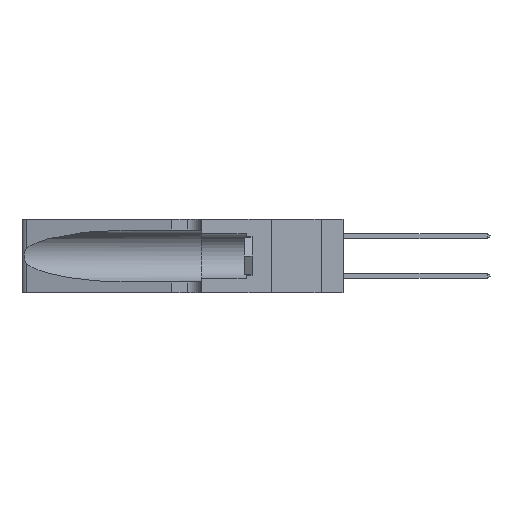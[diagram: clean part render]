
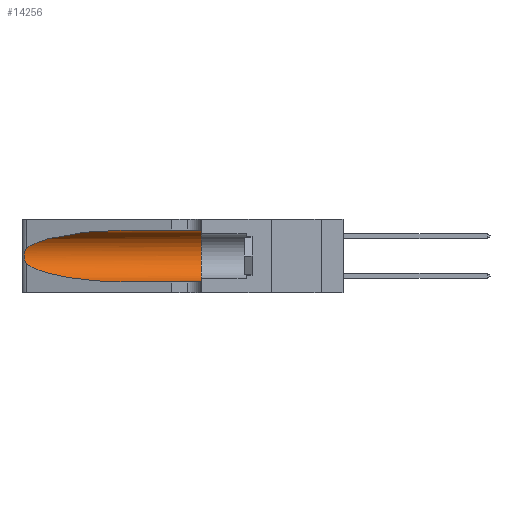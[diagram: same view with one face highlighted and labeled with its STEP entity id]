
A CAD part, left-side view. The second image highlights one B-rep face of the part: STEP entity #14256.
In plain terms, the highlighted cylindrical face has radius 3.308 mm (diameter 6.617 mm), a partial arc.
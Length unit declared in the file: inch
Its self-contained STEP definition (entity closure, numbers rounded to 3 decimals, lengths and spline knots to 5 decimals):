
#242 =( BOUNDED_CURVE ( )  B_SPLINE_CURVE ( 3, ( #20144, #18370, #21922, #11386 ),
 .UNSPECIFIED., .F., .F. ) 
 B_SPLINE_CURVE_WITH_KNOTS ( ( 4, 4 ),
 ( 3.44316, 4.71239 ),
 .UNSPECIFIED. ) 
 CURVE ( )  GEOMETRIC_REPRESENTATION_ITEM ( )  RATIONAL_B_SPLINE_CURVE ( ( 1., 0.87, 0.87, 1. ) ) 
 REPRESENTATION_ITEM ( '' )  );
#383 = B_SPLINE_CURVE_WITH_KNOTS ( 'NONE', 3,
 ( #6763, #8540, #20866, #10322, #22627, #12093, #1478, #13858, #3312, #15610, #5077, #17379, #6843, #19161 ),
 .UNSPECIFIED., .F., .F.,
 ( 4, 2, 2, 2, 2, 2, 4 ),
 ( 0., 0.00027, 0.00053, 0.00107, 0.0016, 0.00187, 0.00214 ),
 .UNSPECIFIED. ) ;
#832 = CYLINDRICAL_SURFACE ( 'NONE', #12959, 0.13025 ) ;
#971 =( BOUNDED_CURVE ( )  B_SPLINE_CURVE ( 3, ( #9625, #20178, #13179, #2608 ),
 .UNSPECIFIED., .F., .F. ) 
 B_SPLINE_CURVE_WITH_KNOTS ( ( 4, 4 ),
 ( 1.5708, 2.84003 ),
 .UNSPECIFIED. ) 
 CURVE ( )  GEOMETRIC_REPRESENTATION_ITEM ( )  RATIONAL_B_SPLINE_CURVE ( ( 1., 0.87, 0.87, 1. ) ) 
 REPRESENTATION_ITEM ( '' )  );
#991 = DIRECTION ( 'NONE',  ( 0., -1., 0. ) ) ;
#1208 = CARTESIAN_POINT ( 'NONE',  ( 0.1305, 0.72297, 0.05475 ) ) ;
#1237 = VERTEX_POINT ( 'NONE', #5229 ) ;
#1478 = CARTESIAN_POINT ( 'NONE',  ( 0.26075, 1.23896, 0.19203 ) ) ;
#1581 = CIRCLE ( 'NONE', #18204, 0.13025 ) ;
#1886 = ORIENTED_EDGE ( 'NONE', *, *, #9836, .F. ) ;
#2010 = FACE_OUTER_BOUND ( 'NONE', #8017, .T. ) ;
#2093 = DIRECTION ( 'NONE',  ( 0., -1., 0. ) ) ;
#2288 = ORIENTED_EDGE ( 'NONE', *, *, #13212, .T. ) ;
#2290 = ORIENTED_EDGE ( 'NONE', *, *, #5972, .T. ) ;
#2346 = VECTOR ( 'NONE', #991, 39.37008 ) ;
#2608 = CARTESIAN_POINT ( 'NONE',  ( 0.25487, 1.22718, 0.22369 ) ) ;
#2868 = LINE ( 'NONE', #21315, #3434 ) ;
#3312 = CARTESIAN_POINT ( 'NONE',  ( 0.26017, 1.23833, 0.17102 ) ) ;
#3434 = VECTOR ( 'NONE', #8992, 39.37008 ) ;
#3849 = EDGE_CURVE ( 'NONE', #1237, #20481, #971, .T. ) ;
#4230 = CARTESIAN_POINT ( 'NONE',  ( 0.1305, 0.35, 0.31525 ) ) ;
#4510 = VERTEX_POINT ( 'NONE', #1208 ) ;
#5077 = CARTESIAN_POINT ( 'NONE',  ( 0.25789, 1.23486, 0.15765 ) ) ;
#5229 = CARTESIAN_POINT ( 'NONE',  ( 0.1305, 0.72297, 0.31525 ) ) ;
#5972 = EDGE_CURVE ( 'NONE', #20481, #14770, #383, .T. ) ;
#6763 = CARTESIAN_POINT ( 'NONE',  ( 0.25487, 1.22718, 0.22369 ) ) ;
#6843 = CARTESIAN_POINT ( 'NONE',  ( 0.25555, 1.22993, 0.14849 ) ) ;
#7171 = CARTESIAN_POINT ( 'NONE',  ( 0.1305, 0.35, 0.185 ) ) ;
#7316 = CARTESIAN_POINT ( 'NONE',  ( 0.25487, 1.22718, 0.14631 ) ) ;
#8017 = EDGE_LOOP ( 'NONE', ( #16837, #2290, #9528, #2288, #11785, #1886 ) ) ;
#8540 = CARTESIAN_POINT ( 'NONE',  ( 0.25555, 1.22994, 0.2215 ) ) ;
#8962 = DIRECTION ( 'NONE',  ( 0., 0., 1. ) ) ;
#8992 = DIRECTION ( 'NONE',  ( 0., -1., 0. ) ) ;
#9528 = ORIENTED_EDGE ( 'NONE', *, *, #10076, .T. ) ;
#9625 = CARTESIAN_POINT ( 'NONE',  ( 0.1305, 0.72297, 0.31525 ) ) ;
#9836 = EDGE_CURVE ( 'NONE', #1237, #13751, #2868, .T. ) ;
#10076 = EDGE_CURVE ( 'NONE', #14770, #4510, #242, .T. ) ;
#10322 = CARTESIAN_POINT ( 'NONE',  ( 0.25787, 1.23484, 0.2124 ) ) ;
#10494 = EDGE_CURVE ( 'NONE', #13751, #12663, #1581, .T. ) ;
#10634 = LINE ( 'NONE', #11628, #2346 ) ;
#11386 = CARTESIAN_POINT ( 'NONE',  ( 0.1305, 0.72297, 0.05475 ) ) ;
#11628 = CARTESIAN_POINT ( 'NONE',  ( 0.1305, 1.61858, 0.05475 ) ) ;
#11785 = ORIENTED_EDGE ( 'NONE', *, *, #10494, .F. ) ;
#12093 = CARTESIAN_POINT ( 'NONE',  ( 0.26018, 1.23835, 0.19895 ) ) ;
#12663 = VERTEX_POINT ( 'NONE', #15407 ) ;
#12677 = CARTESIAN_POINT ( 'NONE',  ( 0.1305, 1.61858, 0.185 ) ) ;
#12959 = AXIS2_PLACEMENT_3D ( 'NONE', #12677, #2093, #14423 ) ;
#13179 = CARTESIAN_POINT ( 'NONE',  ( 0.2373, 1.15595, 0.28018 ) ) ;
#13212 = EDGE_CURVE ( 'NONE', #4510, #12663, #10634, .T. ) ;
#13751 = VERTEX_POINT ( 'NONE', #4230 ) ;
#13858 = CARTESIAN_POINT ( 'NONE',  ( 0.26075, 1.23896, 0.178 ) ) ;
#14256 = ADVANCED_FACE ( 'NONE', ( #2010 ), #832, .F. ) ;
#14423 = DIRECTION ( 'NONE',  ( 0., 0., -1. ) ) ;
#14770 = VERTEX_POINT ( 'NONE', #7316 ) ;
#15407 = CARTESIAN_POINT ( 'NONE',  ( 0.1305, 0.35, 0.05475 ) ) ;
#15610 = CARTESIAN_POINT ( 'NONE',  ( 0.25856, 1.23593, 0.16098 ) ) ;
#15841 = CARTESIAN_POINT ( 'NONE',  ( 0.25487, 1.22718, 0.22369 ) ) ;
#16837 = ORIENTED_EDGE ( 'NONE', *, *, #3849, .T. ) ;
#17379 = CARTESIAN_POINT ( 'NONE',  ( 0.25639, 1.23186, 0.15144 ) ) ;
#18204 = AXIS2_PLACEMENT_3D ( 'NONE', #7171, #19501, #8962 ) ;
#18370 = CARTESIAN_POINT ( 'NONE',  ( 0.2373, 1.15595, 0.08982 ) ) ;
#19161 = CARTESIAN_POINT ( 'NONE',  ( 0.25487, 1.22718, 0.14631 ) ) ;
#19501 = DIRECTION ( 'NONE',  ( 0., 1., 0. ) ) ;
#20144 = CARTESIAN_POINT ( 'NONE',  ( 0.25487, 1.22718, 0.14631 ) ) ;
#20178 = CARTESIAN_POINT ( 'NONE',  ( 0.18966, 0.96281, 0.31525 ) ) ;
#20481 = VERTEX_POINT ( 'NONE', #15841 ) ;
#20866 = CARTESIAN_POINT ( 'NONE',  ( 0.25639, 1.23184, 0.21858 ) ) ;
#21315 = CARTESIAN_POINT ( 'NONE',  ( 0.1305, 1.61858, 0.31525 ) ) ;
#21922 = CARTESIAN_POINT ( 'NONE',  ( 0.18966, 0.96281, 0.05475 ) ) ;
#22627 = CARTESIAN_POINT ( 'NONE',  ( 0.25854, 1.2359, 0.20912 ) ) ;
